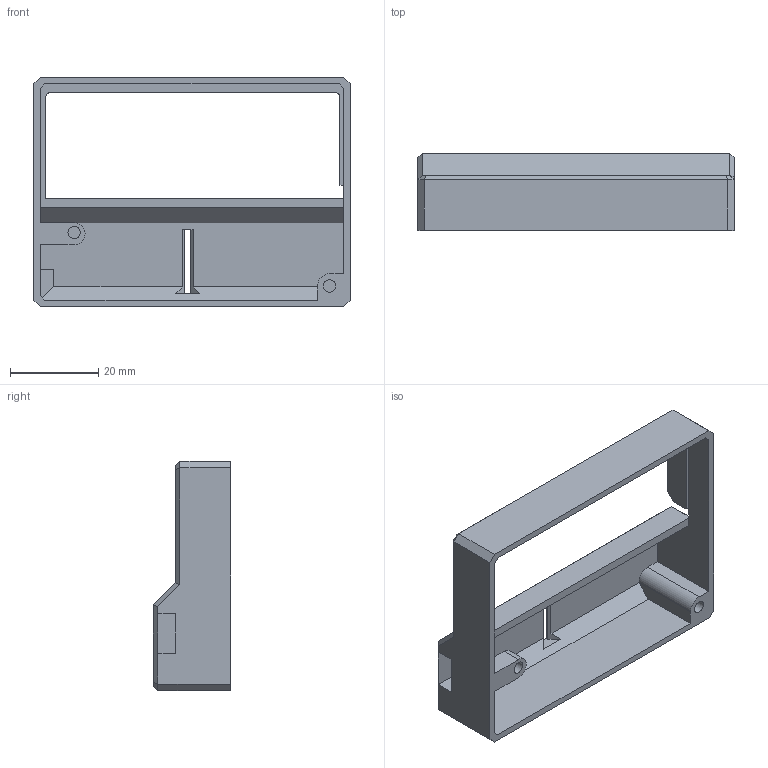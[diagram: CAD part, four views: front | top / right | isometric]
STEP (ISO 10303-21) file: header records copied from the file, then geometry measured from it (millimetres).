
FILE_DESCRIPTION(/* description */ (''),/* implementation_level */ '2;1');
FILE_NAME(/* name */ 'Arduino_nano-Writer　カバー.step',/* time_stamp */ '2021-02-20T14:29:43+09:00',/* author */ (''),/* organization */ (''),/* preprocessor_version */ 'ST-DEVELOPER v18.1',/* originating_system */ 'Autodesk Translation Framework v9.7.1.1290',/* authorisation */ '');
FILE_SCHEMA (('AUTOMOTIVE_DESIGN { 1 0 10303 214 3 1 1 }'));
Length unit declared in the file: millimetre
Products named in the file (1): カバー
Bounding box: 71.56 x 17.5 x 51.95 mm (x, y, z)
Volume: 9576 mm3; surface area: 12454.6 mm2
Topology: 1 solids, 1 shells, 638 faces, 1739 edges, 1129 vertices
Faces by surface type: plane 462, bspline 168, cylinder 8
Full cylindrical faces by diameter (mm): 2.8 x2
Entity records: 21357 total; most frequent: CARTESIAN_POINT 6363, ORIENTED_EDGE 3478, DIRECTION 2361, EDGE_CURVE 1739, LINE 1387, VECTOR 1387, VERTEX_POINT 1129, EDGE_LOOP 672
